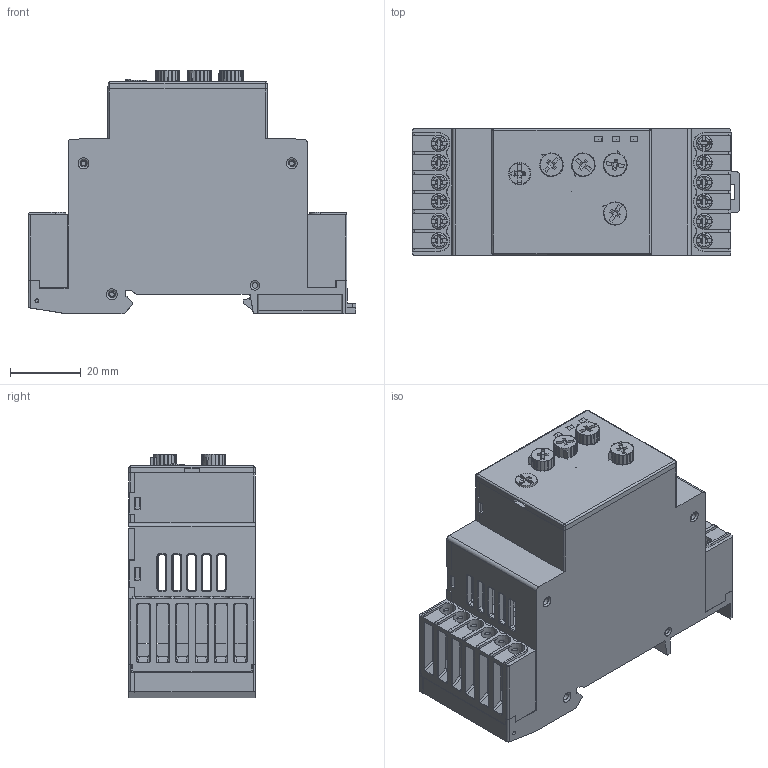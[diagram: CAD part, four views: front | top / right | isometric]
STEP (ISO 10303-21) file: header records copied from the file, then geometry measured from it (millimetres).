
FILE_DESCRIPTION(/* description */ ('Unknown'),/* implementation_level */ '2;1');
FILE_NAME(/* name */ '1F1019_2M ASSEMBLY STEP',/* time_stamp */ '2024-07-09T09:55:46+05:00',/* author */ ('Unknown'),/* organization */ ('Unknown'),/* preprocessor_version */ 'ST-DEVELOPER v18.104',/* originating_system */ 'Solid Edge',/* authorisation */ 'Unknown');
FILE_SCHEMA (('AUTOMOTIVE_DESIGN {1 0 10303 214 3 1 1}'));
Products named in the file (1): 1F1019_2M ASSEMBLY STEP
Bounding box: 92.49 x 35.7 x 68.8 mm (x, y, z)
Volume: 41069.2 mm3; surface area: 61348.5 mm2
Topology: 52 solids, 52 shells, 3739 faces, 9997 edges, 6393 vertices
Faces by surface type: plane 2463, cylinder 672, cone 354, torus 102, sphere 100, bspline 48
Full cylindrical faces by diameter (mm): 0.01 x5, 0.05 x1, 0.1 x12, 1.35 x4, 1.5 x5, 1.7 x1, 2 x1, 2.4 x12, 2.5 x1, 3.2 x12, 4.5 x12, 6.3 x1
Entity records: 133196 total; most frequent: CARTESIAN_POINT 37492, ORIENTED_EDGE 19384, DIRECTION 17927, EDGE_CURVE 9692, LINE 6579, VECTOR 6579, VERTEX_POINT 6311, AXIS2_PLACEMENT_3D 5674
